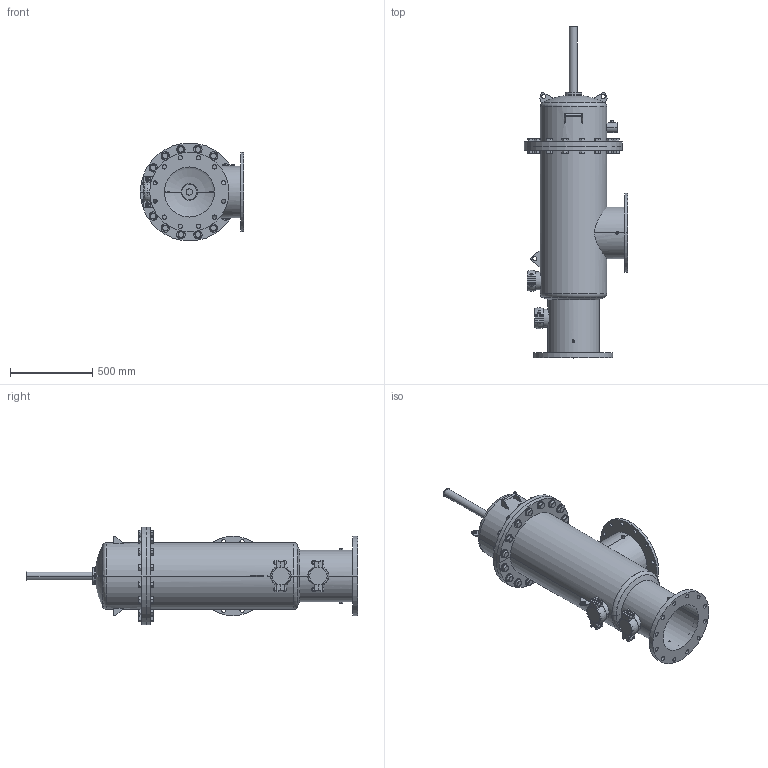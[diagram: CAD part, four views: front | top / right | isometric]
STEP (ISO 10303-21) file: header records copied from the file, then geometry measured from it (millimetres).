
FILE_DESCRIPTION (( 'STEP AP203' ), '1' );
FILE_NAME ('F12-90.STEP', '2020-09-25T10:50:15', ( '' ), ( '' ), 'SwSTEP 2.0', 'SolidWorks 2018', '' );
FILE_SCHEMA (( 'CONFIG_CONTROL_DESIGN' ));
Length unit declared in the file: inch
Products named in the file (1): F12-90
Bounding box: 628.6 x 2022.19 x 596.81 mm (x, y, z)
Volume: 25521330.6 mm3; surface area: 6062315.6 mm2
Topology: 30 solids, 30 shells, 1449 faces, 3278 edges, 2030 vertices
Faces by surface type: plane 517, cylinder 466, cone 438, torus 20, sphere 8
Entity records: 48229 total; most frequent: CARTESIAN_POINT 16218, DIRECTION 6574, ORIENTED_EDGE 6556, EDGE_CURVE 3278, AXIS2_PLACEMENT_3D 2814, VERTEX_POINT 2030, EDGE_LOOP 1750, ADVANCED_FACE 1449
